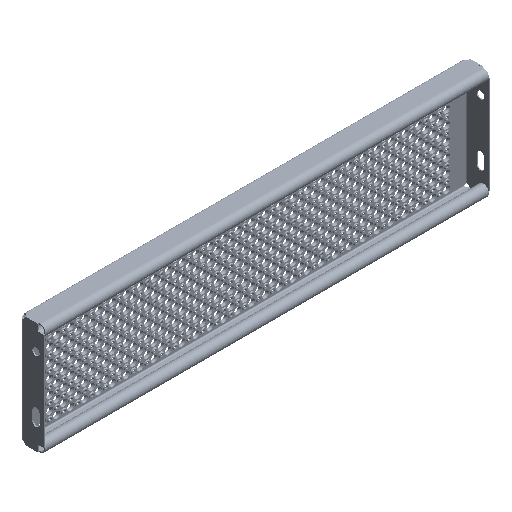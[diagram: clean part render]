
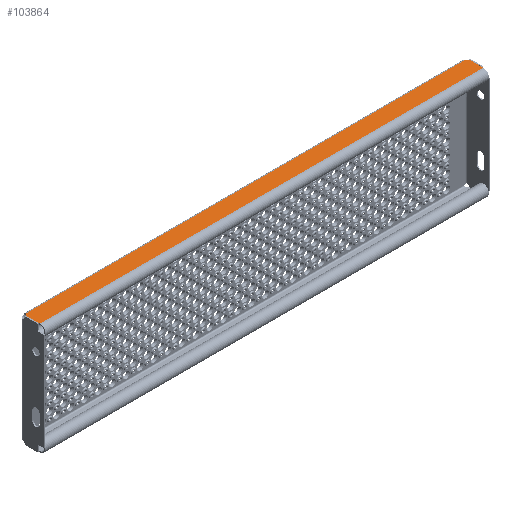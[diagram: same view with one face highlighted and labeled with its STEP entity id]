
A CAD part, isometric view. The second image highlights one B-rep face of the part: STEP entity #103864.
In plain terms, the highlighted planar face has unit normal (0, 0, 1).
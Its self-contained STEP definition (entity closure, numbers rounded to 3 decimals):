
#14799 = CARTESIAN_POINT ( 'NONE',  ( -397.99, -32.498, 100. ) ) ;
#14800 = CARTESIAN_POINT ( 'NONE',  ( -397.99, -7.185, 100. ) ) ;
#14802 = CARTESIAN_POINT ( 'NONE',  ( -394.302, -4., 100. ) ) ;
#14803 = CARTESIAN_POINT ( 'NONE',  ( 394.302, -4., 100. ) ) ;
#14806 = CARTESIAN_POINT ( 'NONE',  ( 397.99, -32.498, 100. ) ) ;
#14808 = CARTESIAN_POINT ( 'NONE',  ( 397.99, -7.185, 100. ) ) ;
#50985 = EDGE_CURVE ( 'NONE', #138699, #138696, #153806, .T. ) ;
#50998 = EDGE_CURVE ( 'NONE', #138703, #138704, #153809, .T. ) ;
#51002 = EDGE_CURVE ( 'NONE', #138711, #138715, #153813, .T. ) ;
#51006 = EDGE_CURVE ( 'NONE', #138715, #138704, #172635, .T. ) ;
#51007 = EDGE_CURVE ( 'NONE', #138696, #138711, #153815, .T. ) ;
#51008 = EDGE_CURVE ( 'NONE', #138703, #138699, #172633, .T. ) ;
#57272 = ORIENTED_EDGE ( 'NONE', *, *, #51006, .T. ) ;
#57274 = ORIENTED_EDGE ( 'NONE', *, *, #51007, .T. ) ;
#57276 = ORIENTED_EDGE ( 'NONE', *, *, #50998, .F. ) ;
#57278 = ORIENTED_EDGE ( 'NONE', *, *, #51002, .T. ) ;
#57280 = ORIENTED_EDGE ( 'NONE', *, *, #51008, .T. ) ;
#57283 = ORIENTED_EDGE ( 'NONE', *, *, #50985, .T. ) ;
#103864 = ADVANCED_FACE ( 'NONE', ( #145457 ), #145935, .T. ) ;
#107544 = EDGE_LOOP ( 'NONE', ( #57274, #57278, #57272, #57276, #57280, #57283 ) ) ;
#138696 = VERTEX_POINT ( 'NONE', #14799 ) ;
#138699 = VERTEX_POINT ( 'NONE', #14800 ) ;
#138703 = VERTEX_POINT ( 'NONE', #14802 ) ;
#138704 = VERTEX_POINT ( 'NONE', #14803 ) ;
#138711 = VERTEX_POINT ( 'NONE', #14806 ) ;
#138715 = VERTEX_POINT ( 'NONE', #14808 ) ;
#142226 = AXIS2_PLACEMENT_3D ( 'NONE', #145936, #145938, #145940 ) ;
#145457 = FACE_OUTER_BOUND ( 'NONE', #107544, .T. ) ;
#145935 = PLANE ( 'NONE',  #142226 ) ;
#145936 = CARTESIAN_POINT ( 'NONE',  ( -399., 195.712, 100. ) ) ;
#145938 = DIRECTION ( 'NONE',  ( 0., 0., 1. ) ) ;
#145940 = DIRECTION ( 'NONE',  ( 0., -1., 0. ) ) ;
#153806 = LINE ( 'NONE', #173149, #172621 ) ;
#153809 = LINE ( 'NONE', #173307, #172624 ) ;
#153813 = LINE ( 'NONE', #173322, #172629 ) ;
#153815 = LINE ( 'NONE', #173347, #172638 ) ;
#172621 = VECTOR ( 'NONE', #173151, 1000. ) ;
#172624 = VECTOR ( 'NONE', #173309, 1000. ) ;
#172629 = VECTOR ( 'NONE', #173324, 1000. ) ;
#172633 = CIRCLE ( 'NONE', #172639, 5. ) ;
#172635 = CIRCLE ( 'NONE', #172636, 5. ) ;
#172636 = AXIS2_PLACEMENT_3D ( 'NONE', #173342, #173343, #173345 ) ;
#172638 = VECTOR ( 'NONE', #173348, 1000. ) ;
#172639 = AXIS2_PLACEMENT_3D ( 'NONE', #173351, #173353, #173354 ) ;
#173149 = CARTESIAN_POINT ( 'NONE',  ( -397.99, -7.185, 100. ) ) ;
#173151 = DIRECTION ( 'NONE',  ( 0., -1., 0. ) ) ;
#173307 = CARTESIAN_POINT ( 'NONE',  ( -399., -4., 100. ) ) ;
#173309 = DIRECTION ( 'NONE',  ( 1., 0., 0. ) ) ;
#173322 = CARTESIAN_POINT ( 'NONE',  ( 397.99, -7.185, 100. ) ) ;
#173324 = DIRECTION ( 'NONE',  ( 0., 1., 0. ) ) ;
#173342 = CARTESIAN_POINT ( 'NONE',  ( 399., -2.288, 100. ) ) ;
#173343 = DIRECTION ( 'NONE',  ( 0., 0., -1. ) ) ;
#173345 = DIRECTION ( 'NONE',  ( 0., -1., 0. ) ) ;
#173347 = CARTESIAN_POINT ( 'NONE',  ( -397.99, -32.498, 100. ) ) ;
#173348 = DIRECTION ( 'NONE',  ( 1., 0., 0. ) ) ;
#173351 = CARTESIAN_POINT ( 'NONE',  ( -399., -2.288, 100. ) ) ;
#173353 = DIRECTION ( 'NONE',  ( 0., 0., -1. ) ) ;
#173354 = DIRECTION ( 'NONE',  ( 0., -1., 0. ) ) ;
